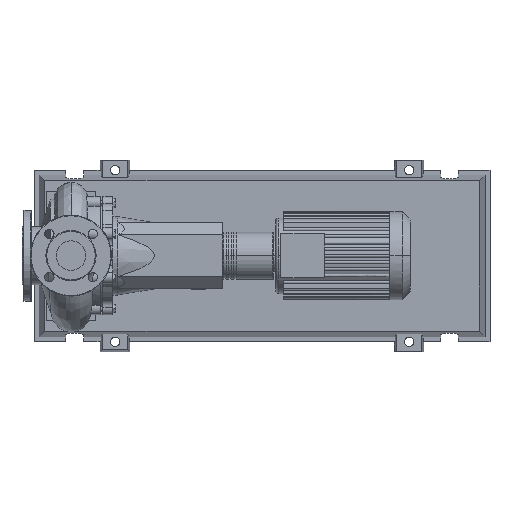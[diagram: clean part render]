
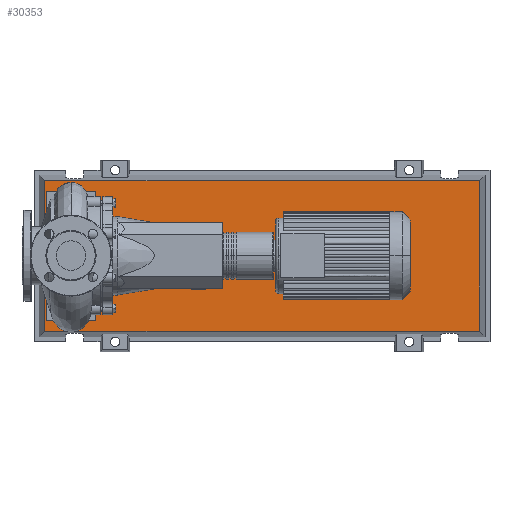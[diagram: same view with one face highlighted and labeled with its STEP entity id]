
A CAD part, top view. The second image highlights one B-rep face of the part: STEP entity #30353.
In plain terms, the highlighted planar face has unit normal (0, 0, 1).
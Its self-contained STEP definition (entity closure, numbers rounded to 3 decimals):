
#30034=CARTESIAN_POINT('',(833.292,-153.292,83.0));
#30035=VERTEX_POINT('',#30034);
#30042=CARTESIAN_POINT('',(-53.292,-153.292,83.0));
#30043=VERTEX_POINT('',#30042);
#30044=CARTESIAN_POINT('',(833.292,-153.292,83.0));
#30045=DIRECTION('',(-1.0,0.0,0.0));
#30046=VECTOR('',#30045,886.584);
#30047=LINE('',#30044,#30046);
#30048=EDGE_CURVE('',#30035,#30043,#30047,.T.);
#30266=CARTESIAN_POINT('',(833.292,153.292,83.0));
#30267=VERTEX_POINT('',#30266);
#30268=CARTESIAN_POINT('',(833.292,153.292,83.0));
#30269=DIRECTION('',(0.0,-1.0,0.0));
#30270=VECTOR('',#30269,306.584);
#30271=LINE('',#30268,#30270);
#30272=EDGE_CURVE('',#30267,#30035,#30271,.T.);
#30290=CARTESIAN_POINT('',(-53.292,153.292,83.0));
#30291=VERTEX_POINT('',#30290);
#30292=CARTESIAN_POINT('',(-53.292,-153.292,83.0));
#30293=DIRECTION('',(0.0,1.0,0.0));
#30294=VECTOR('',#30293,306.584);
#30295=LINE('',#30292,#30294);
#30296=EDGE_CURVE('',#30043,#30291,#30295,.T.);
#30329=CARTESIAN_POINT('',(-53.292,153.292,83.0));
#30330=DIRECTION('',(1.0,0.0,0.0));
#30331=VECTOR('',#30330,886.584);
#30332=LINE('',#30329,#30331);
#30333=EDGE_CURVE('',#30291,#30267,#30332,.T.);
#30342=CARTESIAN_POINT('',(390.,0.,83.0));
#30343=DIRECTION('',(0.0,0.0,1.0));
#30344=DIRECTION('',(1.0,0.0,0.0));
#30345=AXIS2_PLACEMENT_3D('',#30342,#30343,#30344);
#30346=PLANE('',#30345);
#30347=ORIENTED_EDGE('',*,*,#30272,.F.);
#30348=ORIENTED_EDGE('',*,*,#30333,.F.);
#30349=ORIENTED_EDGE('',*,*,#30296,.F.);
#30350=ORIENTED_EDGE('',*,*,#30048,.F.);
#30351=EDGE_LOOP('',(#30347,#30348,#30349,#30350));
#30352=FACE_OUTER_BOUND('',#30351,.T.);
#30353=ADVANCED_FACE('',(#30352),#30346,.T.);
